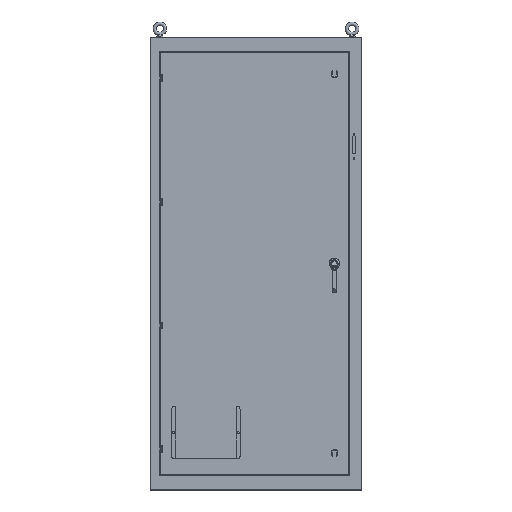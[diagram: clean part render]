
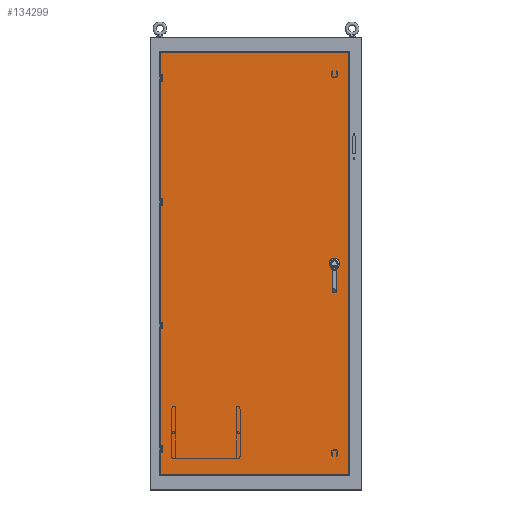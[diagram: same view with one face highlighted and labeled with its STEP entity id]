
A CAD part, top view. The second image highlights one B-rep face of the part: STEP entity #134299.
In plain terms, the highlighted planar face has unit normal (0, 0, 1).
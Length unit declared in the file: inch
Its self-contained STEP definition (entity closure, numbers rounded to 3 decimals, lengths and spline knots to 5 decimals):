
#832 = VERTEX_POINT ( 'NONE', #24573 ) ;
#4223 = EDGE_CURVE ( 'NONE', #49728, #49728, #17635, .T. ) ;
#8136 = ORIENTED_EDGE ( 'NONE', *, *, #14991, .T. ) ;
#12060 = DIRECTION ( 'NONE',  ( 0., 0., -1. ) ) ;
#14991 = EDGE_CURVE ( 'NONE', #832, #27854, #144786, .T. ) ;
#17635 = CIRCLE ( 'NONE', #77439, 0.22146 ) ;
#23401 = LINE ( 'NONE', #81152, #124540 ) ;
#24573 = CARTESIAN_POINT ( 'NONE',  ( -18.23711, 40.1122, 13.058 ) ) ;
#25826 = EDGE_CURVE ( 'NONE', #98653, #832, #70291, .T. ) ;
#27125 = CARTESIAN_POINT ( 'NONE',  ( 14.68553, 0., 13.058 ) ) ;
#27854 = VERTEX_POINT ( 'NONE', #103830 ) ;
#37028 = DIRECTION ( 'NONE',  ( -1., 0., 0. ) ) ;
#45764 = DIRECTION ( 'NONE',  ( -1., 0., 0. ) ) ;
#46061 = ORIENTED_EDGE ( 'NONE', *, *, #25826, .T. ) ;
#47198 = FACE_BOUND ( 'NONE', #51398, .T. ) ;
#47794 = ORIENTED_EDGE ( 'NONE', *, *, #74080, .T. ) ;
#49728 = VERTEX_POINT ( 'NONE', #27125 ) ;
#51398 = EDGE_LOOP ( 'NONE', ( #151567 ) ) ;
#57439 = LINE ( 'NONE', #105053, #113428 ) ;
#57478 = DIRECTION ( 'NONE',  ( 0., 0., -1. ) ) ;
#58189 = DIRECTION ( 'NONE',  ( 1., 0., 0. ) ) ;
#58889 = PLANE ( 'NONE',  #70335 ) ;
#59351 = CARTESIAN_POINT ( 'NONE',  ( -0.2812, 40.1122, 13.058 ) ) ;
#64104 = EDGE_LOOP ( 'NONE', ( #8136, #47794, #110336, #46061 ) ) ;
#70291 = LINE ( 'NONE', #59351, #125580 ) ;
#70335 = AXIS2_PLACEMENT_3D ( 'NONE', #119757, #12060, #37028 ) ;
#70732 = CARTESIAN_POINT ( 'NONE',  ( 14.90699, 0., 13.058 ) ) ;
#72276 = CARTESIAN_POINT ( 'NONE',  ( -18.23711, 0., 13.058 ) ) ;
#74080 = EDGE_CURVE ( 'NONE', #27854, #115188, #57439, .T. ) ;
#76795 = CARTESIAN_POINT ( 'NONE',  ( 17.6747, -40.1122, 13.058 ) ) ;
#77439 = AXIS2_PLACEMENT_3D ( 'NONE', #70732, #57478, #45764 ) ;
#81152 = CARTESIAN_POINT ( 'NONE',  ( 17.6747, 0., 13.058 ) ) ;
#94499 = DIRECTION ( 'NONE',  ( -1., 0., 0. ) ) ;
#95158 = CARTESIAN_POINT ( 'NONE',  ( 17.6747, 40.1122, 13.058 ) ) ;
#98653 = VERTEX_POINT ( 'NONE', #95158 ) ;
#99632 = EDGE_CURVE ( 'NONE', #115188, #98653, #23401, .T. ) ;
#103830 = CARTESIAN_POINT ( 'NONE',  ( -18.23711, -40.1122, 13.058 ) ) ;
#105053 = CARTESIAN_POINT ( 'NONE',  ( -0.2812, -40.1122, 13.058 ) ) ;
#108912 = DIRECTION ( 'NONE',  ( 0., -1., 0. ) ) ;
#110336 = ORIENTED_EDGE ( 'NONE', *, *, #99632, .T. ) ;
#113428 = VECTOR ( 'NONE', #58189, 39.37008 ) ;
#115188 = VERTEX_POINT ( 'NONE', #76795 ) ;
#119757 = CARTESIAN_POINT ( 'NONE',  ( -0.2812, 0., 13.058 ) ) ;
#124540 = VECTOR ( 'NONE', #140441, 39.37008 ) ;
#125580 = VECTOR ( 'NONE', #94499, 39.37008 ) ;
#131445 = FACE_OUTER_BOUND ( 'NONE', #64104, .T. ) ;
#133950 = VECTOR ( 'NONE', #108912, 39.37008 ) ;
#134299 = ADVANCED_FACE ( 'NONE', ( #47198, #131445 ), #58889, .F. ) ;
#140441 = DIRECTION ( 'NONE',  ( 0., 1., 0. ) ) ;
#144786 = LINE ( 'NONE', #72276, #133950 ) ;
#151567 = ORIENTED_EDGE ( 'NONE', *, *, #4223, .T. ) ;
